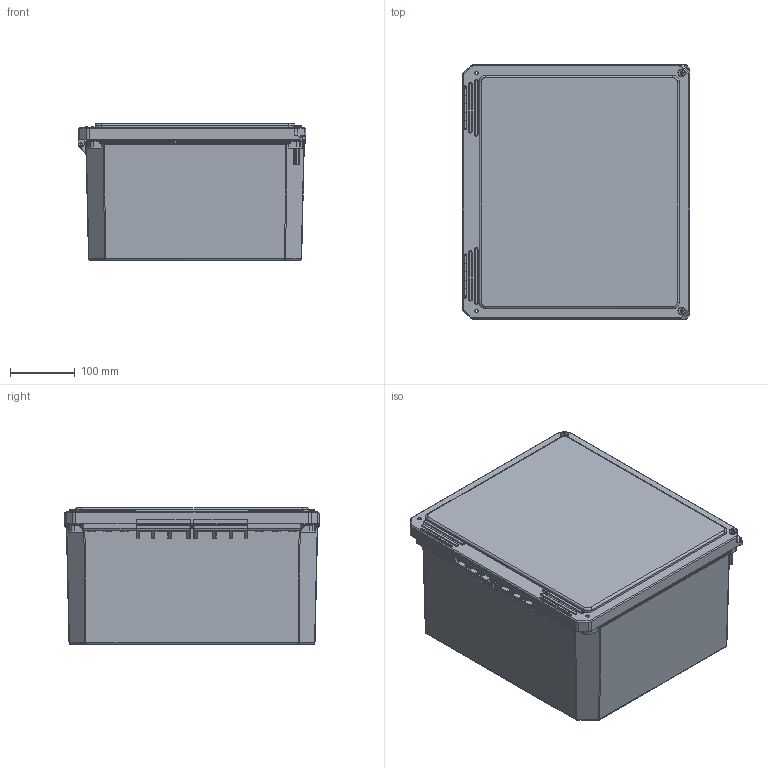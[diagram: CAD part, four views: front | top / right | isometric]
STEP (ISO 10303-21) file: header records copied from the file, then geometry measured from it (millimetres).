
FILE_DESCRIPTION (( 'STEP AP214' ), '1' );
FILE_NAME ('FR141208HW.STEP', '2023-03-28T13:23:03', ( '' ), ( '' ), 'SwSTEP 2.0', 'SolidWorks 2021', '' );
FILE_SCHEMA (( 'AUTOMOTIVE_DESIGN' ));
Length unit declared in the file: inch
Products named in the file (1): FR141208HW
Bounding box: 352.15 x 393.43 x 211.87 mm (x, y, z)
Volume: 2363489.9 mm3; surface area: 1162968.3 mm2
Topology: 6 solids, 6 shells, 2154 faces, 5539 edges, 3309 vertices
Faces by surface type: cylinder 839, plane 670, bspline 550, cone 80, torus 14, sphere 1
Entity records: 96700 total; most frequent: CARTESIAN_POINT 50785, ORIENTED_EDGE 10906, DIRECTION 7421, EDGE_CURVE 5453, VERTEX_POINT 3309, VECTOR 2483, LINE 2483, AXIS2_PLACEMENT_3D 2469
